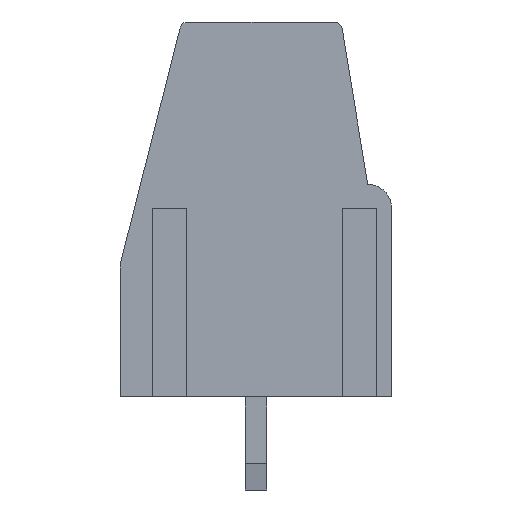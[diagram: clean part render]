
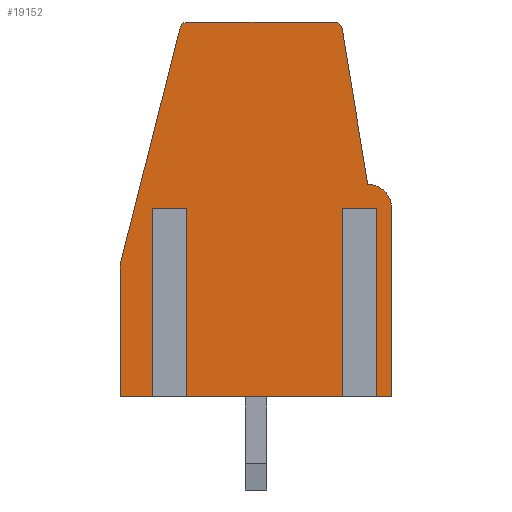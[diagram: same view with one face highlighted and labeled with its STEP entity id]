
A CAD part, left-side view. The second image highlights one B-rep face of the part: STEP entity #19152.
In plain terms, the highlighted planar face has unit normal (-1, 0, 0).
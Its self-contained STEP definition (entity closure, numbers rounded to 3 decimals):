
#15536 = VERTEX_POINT('',#15537);
#15537 = CARTESIAN_POINT('',(-60.96,2.586,14.1));
#15543 = EDGE_CURVE('',#15544,#15536,#15546,.T.);
#15544 = VERTEX_POINT('',#15545);
#15545 = CARTESIAN_POINT('',(-60.96,-2.925,14.1));
#15546 = LINE('',#15547,#15548);
#15547 = CARTESIAN_POINT('',(-60.96,-3.18,14.1));
#15548 = VECTOR('',#15549,1.);
#15549 = DIRECTION('',(0.,1.,0.));
#17626 = VERTEX_POINT('',#17627);
#17627 = CARTESIAN_POINT('',(-60.96,2.877,13.874));
#17633 = EDGE_CURVE('',#15536,#17626,#17634,.T.);
#17634 = CIRCLE('',#17635,0.3);
#17635 = AXIS2_PLACEMENT_3D('',#17636,#17637,#17638);
#17636 = CARTESIAN_POINT('',(-60.96,2.586,13.8));
#17637 = DIRECTION('',(-1.,0.,0.));
#17638 = DIRECTION('',(0.,-1.,0.));
#19152 = ADVANCED_FACE('',(#19153),#19277,.T.);
#19153 = FACE_BOUND('',#19154,.T.);
#19154 = EDGE_LOOP('',(#19155,#19165,#19173,#19181,#19189,#19197,#19205,
    #19213,#19221,#19229,#19238,#19246,#19253,#19254,#19255,#19263,
    #19271));
#19155 = ORIENTED_EDGE('',*,*,#19156,.F.);
#19156 = EDGE_CURVE('',#19157,#19159,#19161,.T.);
#19157 = VERTEX_POINT('',#19158);
#19158 = CARTESIAN_POINT('',(-60.96,3.569,7.1));
#19159 = VERTEX_POINT('',#19160);
#19160 = CARTESIAN_POINT('',(-60.96,3.569,0.));
#19161 = LINE('',#19162,#19163);
#19162 = CARTESIAN_POINT('',(-60.96,3.569,6.7));
#19163 = VECTOR('',#19164,1.);
#19164 = DIRECTION('',(0.,0.,-1.));
#19165 = ORIENTED_EDGE('',*,*,#19166,.F.);
#19166 = EDGE_CURVE('',#19167,#19157,#19169,.T.);
#19167 = VERTEX_POINT('',#19168);
#19168 = CARTESIAN_POINT('',(-60.96,2.971,7.1));
#19169 = LINE('',#19170,#19171);
#19170 = CARTESIAN_POINT('',(-60.96,3.569,7.1));
#19171 = VECTOR('',#19172,1.);
#19172 = DIRECTION('',(0.,1.,0.));
#19173 = ORIENTED_EDGE('',*,*,#19174,.T.);
#19174 = EDGE_CURVE('',#19167,#19175,#19177,.T.);
#19175 = VERTEX_POINT('',#19176);
#19176 = CARTESIAN_POINT('',(-60.96,2.971,0.));
#19177 = LINE('',#19178,#19179);
#19178 = CARTESIAN_POINT('',(-60.96,2.971,6.7));
#19179 = VECTOR('',#19180,1.);
#19180 = DIRECTION('',(0.,0.,-1.));
#19181 = ORIENTED_EDGE('',*,*,#19182,.T.);
#19182 = EDGE_CURVE('',#19175,#19183,#19185,.T.);
#19183 = VERTEX_POINT('',#19184);
#19184 = CARTESIAN_POINT('',(-60.96,-3.581,0.));
#19185 = LINE('',#19186,#19187);
#19186 = CARTESIAN_POINT('',(-60.96,5.12,0.));
#19187 = VECTOR('',#19188,1.);
#19188 = DIRECTION('',(0.,-1.,0.));
#19189 = ORIENTED_EDGE('',*,*,#19190,.F.);
#19190 = EDGE_CURVE('',#19191,#19183,#19193,.T.);
#19191 = VERTEX_POINT('',#19192);
#19192 = CARTESIAN_POINT('',(-60.96,-3.581,7.1));
#19193 = LINE('',#19194,#19195);
#19194 = CARTESIAN_POINT('',(-60.96,-3.581,6.7));
#19195 = VECTOR('',#19196,1.);
#19196 = DIRECTION('',(0.,0.,-1.));
#19197 = ORIENTED_EDGE('',*,*,#19198,.F.);
#19198 = EDGE_CURVE('',#19199,#19191,#19201,.T.);
#19199 = VERTEX_POINT('',#19200);
#19200 = CARTESIAN_POINT('',(-60.96,-4.179,7.1));
#19201 = LINE('',#19202,#19203);
#19202 = CARTESIAN_POINT('',(-60.96,-4.179,7.1));
#19203 = VECTOR('',#19204,1.);
#19204 = DIRECTION('',(0.,1.,0.));
#19205 = ORIENTED_EDGE('',*,*,#19206,.T.);
#19206 = EDGE_CURVE('',#19199,#19207,#19209,.T.);
#19207 = VERTEX_POINT('',#19208);
#19208 = CARTESIAN_POINT('',(-60.96,-4.179,0.));
#19209 = LINE('',#19210,#19211);
#19210 = CARTESIAN_POINT('',(-60.96,-4.179,6.7));
#19211 = VECTOR('',#19212,1.);
#19212 = DIRECTION('',(0.,0.,-1.));
#19213 = ORIENTED_EDGE('',*,*,#19214,.T.);
#19214 = EDGE_CURVE('',#19207,#19215,#19217,.T.);
#19215 = VERTEX_POINT('',#19216);
#19216 = CARTESIAN_POINT('',(-60.96,-5.08,0.));
#19217 = LINE('',#19218,#19219);
#19218 = CARTESIAN_POINT('',(-60.96,5.12,0.));
#19219 = VECTOR('',#19220,1.);
#19220 = DIRECTION('',(0.,-1.,0.));
#19221 = ORIENTED_EDGE('',*,*,#19222,.T.);
#19222 = EDGE_CURVE('',#19215,#19223,#19225,.T.);
#19223 = VERTEX_POINT('',#19224);
#19224 = CARTESIAN_POINT('',(-60.96,-5.08,7.1));
#19225 = LINE('',#19226,#19227);
#19226 = CARTESIAN_POINT('',(-60.96,-5.08,0.));
#19227 = VECTOR('',#19228,1.);
#19228 = DIRECTION('',(0.,0.,1.));
#19229 = ORIENTED_EDGE('',*,*,#19230,.T.);
#19230 = EDGE_CURVE('',#19223,#19231,#19233,.T.);
#19231 = VERTEX_POINT('',#19232);
#19232 = CARTESIAN_POINT('',(-60.96,-4.18,8.));
#19233 = CIRCLE('',#19234,0.9);
#19234 = AXIS2_PLACEMENT_3D('',#19235,#19236,#19237);
#19235 = CARTESIAN_POINT('',(-60.96,-4.18,7.1));
#19236 = DIRECTION('',(-1.,0.,0.));
#19237 = DIRECTION('',(0.,1.,0.));
#19238 = ORIENTED_EDGE('',*,*,#19239,.T.);
#19239 = EDGE_CURVE('',#19231,#19240,#19242,.T.);
#19240 = VERTEX_POINT('',#19241);
#19241 = CARTESIAN_POINT('',(-60.96,-3.221,13.849));
#19242 = LINE('',#19243,#19244);
#19243 = CARTESIAN_POINT('',(-60.96,-4.18,8.));
#19244 = VECTOR('',#19245,1.);
#19245 = DIRECTION('',(0.,0.162,0.987));
#19246 = ORIENTED_EDGE('',*,*,#19247,.T.);
#19247 = EDGE_CURVE('',#19240,#15544,#19248,.T.);
#19248 = CIRCLE('',#19249,0.3);
#19249 = AXIS2_PLACEMENT_3D('',#19250,#19251,#19252);
#19250 = CARTESIAN_POINT('',(-60.96,-2.925,13.8));
#19251 = DIRECTION('',(-1.,0.,0.));
#19252 = DIRECTION('',(0.,-1.,0.));
#19253 = ORIENTED_EDGE('',*,*,#15543,.T.);
#19254 = ORIENTED_EDGE('',*,*,#17633,.T.);
#19255 = ORIENTED_EDGE('',*,*,#19256,.T.);
#19256 = EDGE_CURVE('',#17626,#19257,#19259,.T.);
#19257 = VERTEX_POINT('',#19258);
#19258 = CARTESIAN_POINT('',(-60.96,5.12,5.));
#19259 = LINE('',#19260,#19261);
#19260 = CARTESIAN_POINT('',(-60.96,2.82,14.1));
#19261 = VECTOR('',#19262,1.);
#19262 = DIRECTION('',(0.,0.245,-0.97));
#19263 = ORIENTED_EDGE('',*,*,#19264,.T.);
#19264 = EDGE_CURVE('',#19257,#19265,#19267,.T.);
#19265 = VERTEX_POINT('',#19266);
#19266 = CARTESIAN_POINT('',(-60.96,5.12,0.));
#19267 = LINE('',#19268,#19269);
#19268 = CARTESIAN_POINT('',(-60.96,5.12,5.));
#19269 = VECTOR('',#19270,1.);
#19270 = DIRECTION('',(0.,0.,-1.));
#19271 = ORIENTED_EDGE('',*,*,#19272,.T.);
#19272 = EDGE_CURVE('',#19265,#19159,#19273,.T.);
#19273 = LINE('',#19274,#19275);
#19274 = CARTESIAN_POINT('',(-60.96,5.12,0.));
#19275 = VECTOR('',#19276,1.);
#19276 = DIRECTION('',(0.,-1.,0.));
#19277 = PLANE('',#19278);
#19278 = AXIS2_PLACEMENT_3D('',#19279,#19280,#19281);
#19279 = CARTESIAN_POINT('',(-60.96,-4.18,7.1));
#19280 = DIRECTION('',(-1.,0.,0.));
#19281 = DIRECTION('',(0.,-1.,0.));
